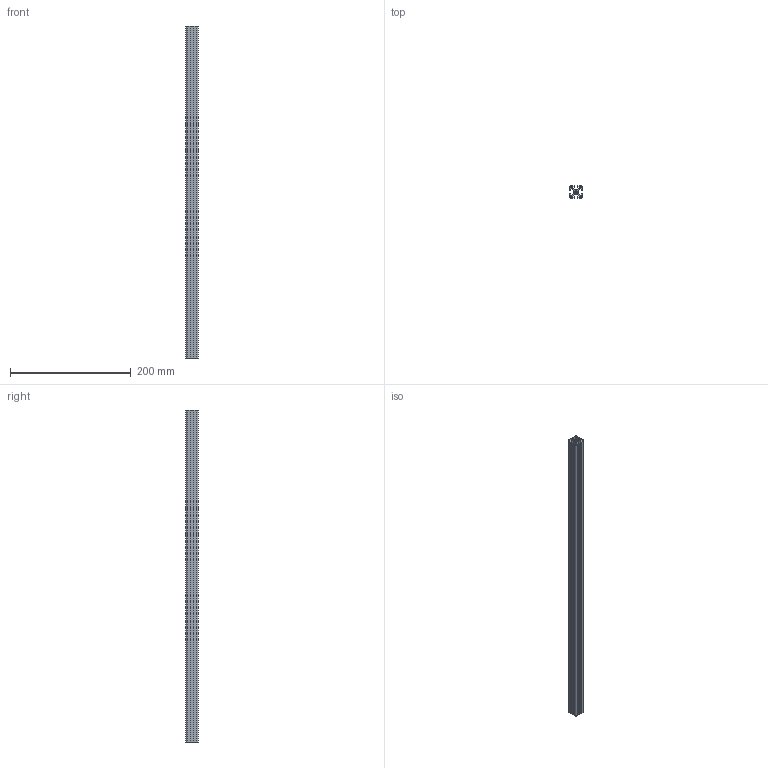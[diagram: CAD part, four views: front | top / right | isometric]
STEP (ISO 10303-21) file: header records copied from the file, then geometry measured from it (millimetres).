
FILE_DESCRIPTION(/* description */ ('Alibre Inc.'),/* implementation_level */ '2;1');
FILE_NAME(/* name */ 'export0',/* time_stamp */ '2015-07-05T23:06:57+12:00',/* author */ (''),/* organization */ (''),/* preprocessor_version */ 'ST-DEVELOPER v14',/* originating_system */ 'Alibre',/* authorisation */ '');
FILE_SCHEMA (('CONFIG_CONTROL_DESIGN'));
Length unit declared in the file: centimetre
Products named in the file (1): XE2020-550
Bounding box: 20 x 20 x 550 mm (x, y, z)
Volume: 86046.1 mm3; surface area: 99617.1 mm2
Topology: 1 solids, 1 shells, 67 faces, 195 edges, 130 vertices
Faces by surface type: plane 38, cylinder 29
Full cylindrical faces by diameter (mm): 4.19 x1
Entity records: 2273 total; most frequent: CARTESIAN_POINT 391, ORIENTED_EDGE 388, DIRECTION 348, EDGE_CURVE 194, VECTOR 136, LINE 136, VERTEX_POINT 130, AXIS2_PLACEMENT_3D 125
